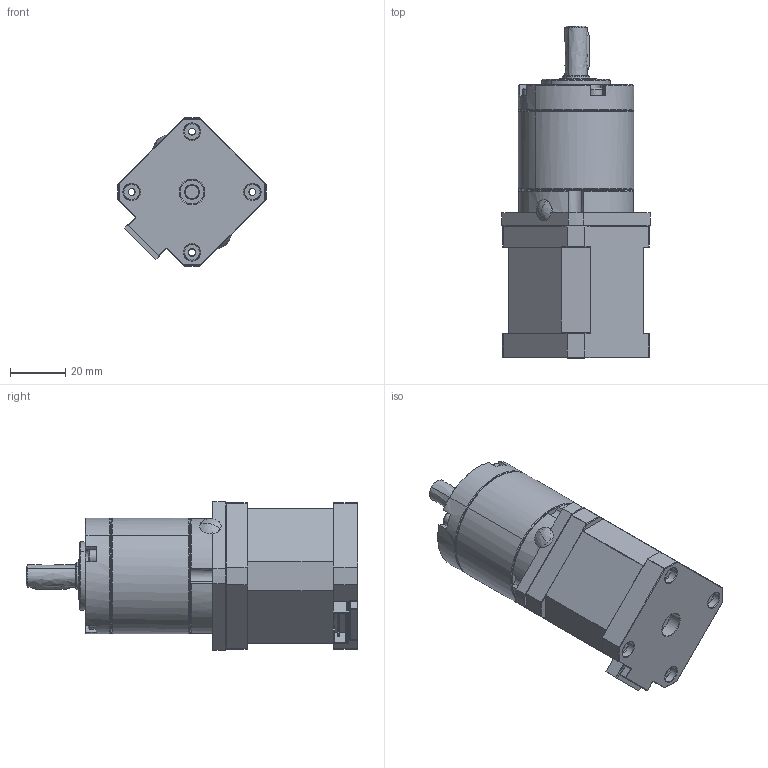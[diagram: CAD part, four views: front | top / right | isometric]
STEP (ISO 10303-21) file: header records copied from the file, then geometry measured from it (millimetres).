
FILE_DESCRIPTION (( 'STEP AP214' ), '1' );
FILE_NAME ('栖闉罻NemaReductor.STEP', '2023-11-29T13:46:55', ( '' ), ( '' ), 'SwSTEP 2.0', 'SolidWorks 2021', '' );
FILE_SCHEMA (( 'AUTOMOTIVE_DESIGN' ));
Length unit declared in the file: millimetre
Products named in the file (16): FLE42-L2???.IGS; 29ч燽祧菜.IGS; 29深沟球轴承61900.IGS; 29怀堤傷裔.IGS; 29平键3.3.14.IGS; Nema 17 - 17HS3401 - Usongshine_Varsay_lan; 29轴用弹性挡圈10.IGS; 29M3-16蹟邡.IGS; 29M3-12蹟邡.IGS; 29输入端盖.IGS; 29怀堤粣.IGS; 29扣式塞头.IGS; 29薊粣ん.IGS; 29深沟球轴承61801.IGS; 29双极内齿圈.IGS; 栖闉罻NemaReductor
Assembly tree (23 placements, depth 3):
  栖闉罻NemaReductor
    Nema 17 - 17HS3401 - Usongshine_Varsay_lan
    FLE42-L2???.IGS
      29怀堤粣.IGS
      29深沟球轴承61900.IGS
      29怀堤傷裔.IGS
      29轴用弹性挡圈10.IGS
      29ч燽祧菜.IGS  x2
      29输入端盖.IGS
      29深沟球轴承61801.IGS
      29薊粣ん.IGS
      29平键3.3.14.IGS
      29M3-12蹟邡.IGS
      29M3-16蹟邡.IGS  x7
      29扣式塞头.IGS  x2
      29双极内齿圈.IGS
Bounding box: 54 x 120.4 x 54 mm (x, y, z)
Volume: 134156.2 mm3; surface area: 45929.9 mm2
Topology: 22 solids, 22 shells, 797 faces, 1850 edges, 1109 vertices
Faces by surface type: bspline 520, cylinder 112, plane 90, torus 39, sphere 36
Entity records: 27929 total; most frequent: CARTESIAN_POINT 12732, ORIENTED_EDGE 3072, EDGE_CURVE 1536, DIRECTION 1460, VERTEX_POINT 934, EDGE_LOOP 784, FACE_OUTER_BOUND 669, ADVANCED_FACE 669
